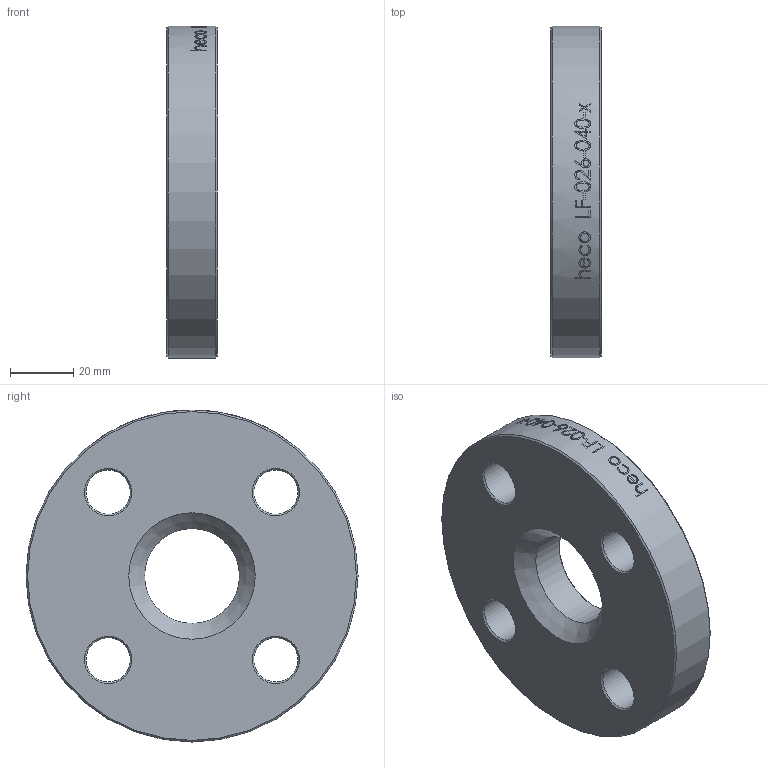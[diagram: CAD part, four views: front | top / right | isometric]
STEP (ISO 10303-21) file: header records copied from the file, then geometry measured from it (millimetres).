
FILE_DESCRIPTION (( 'STEP AP214' ), '1' );
FILE_NAME ('LF-026-040-x Loser Flansch PN40 2101.STEP', '2021-01-26T10:42:26', ( '' ), ( '' ), 'SwSTEP 2.0', 'SolidWorks 2019', '' );
FILE_SCHEMA (( 'AUTOMOTIVE_DESIGN' ));
Length unit declared in the file: millimetre
Products named in the file (1): LF-026-040-x Loser Flansch PN40 2101
Bounding box: 16 x 105 x 105 mm (x, y, z)
Volume: 115933 mm3; surface area: 23708 mm2
Topology: 1 solids, 1 shells, 43 faces, 203 edges, 184 vertices
Faces by surface type: cylinder 29, cone 12, plane 2
Full cylindrical faces by diameter (mm): 14 x4, 30 x1, 105 x1
Entity records: 5014 total; most frequent: CARTESIAN_POINT 3296, ORIENTED_EDGE 352, DIRECTION 225, VERTEX_POINT 176, EDGE_CURVE 176, AXIS2_PLACEMENT_3D 100, B_SPLINE_CURVE_WITH_KNOTS 95, EDGE_LOOP 94
